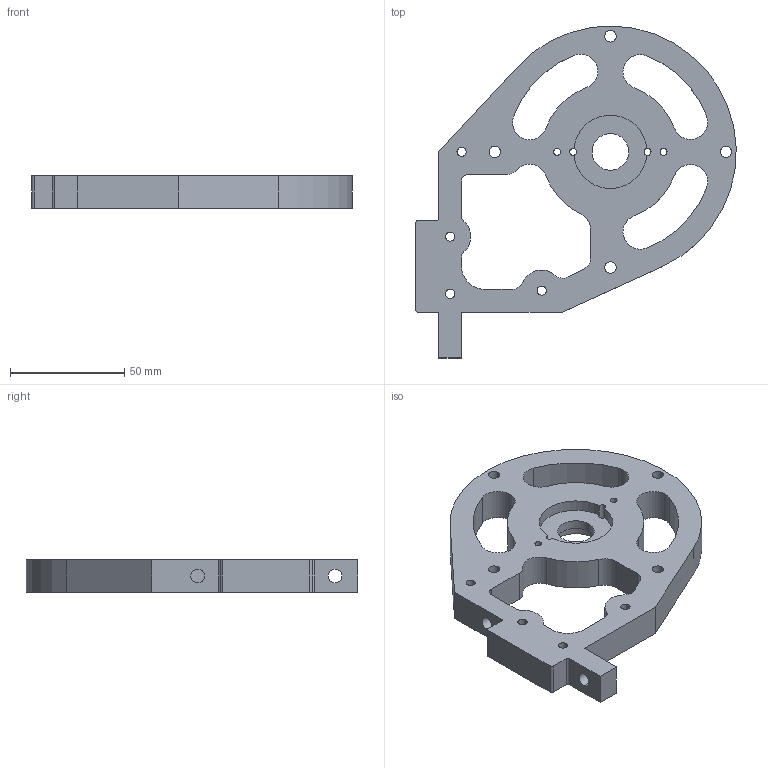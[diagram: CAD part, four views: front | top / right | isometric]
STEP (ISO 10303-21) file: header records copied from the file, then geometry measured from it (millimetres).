
FILE_DESCRIPTION((''),'2;1');
FILE_NAME('OBMP-SAR-1220','2023-10-10T19:23:59',('ccha425'),('Department of Mechanical Engineering, The University of Auckland'),'CREO PARAMETRIC BY PTC INC, 2017260','CREO PARAMETRIC BY PTC INC, 2017260','');
FILE_SCHEMA(('CONFIG_CONTROL_DESIGN'));
Length unit declared in the file: millimetre
Products named in the file (1): OBMP-SAR-1220
Bounding box: 139.97 x 144.99 x 14 mm (x, y, z)
Volume: 114396.6 mm3; surface area: 34602.5 mm2
Topology: 1 solids, 1 shells, 112 faces, 318 edges, 212 vertices
Faces by surface type: cylinder 64, plane 48
Entity records: 3808 total; most frequent: DIRECTION 674, CARTESIAN_POINT 642, ORIENTED_EDGE 636, EDGE_CURVE 318, AXIS2_PLACEMENT_3D 244, VERTEX_POINT 212, VECTOR 186, LINE 186
